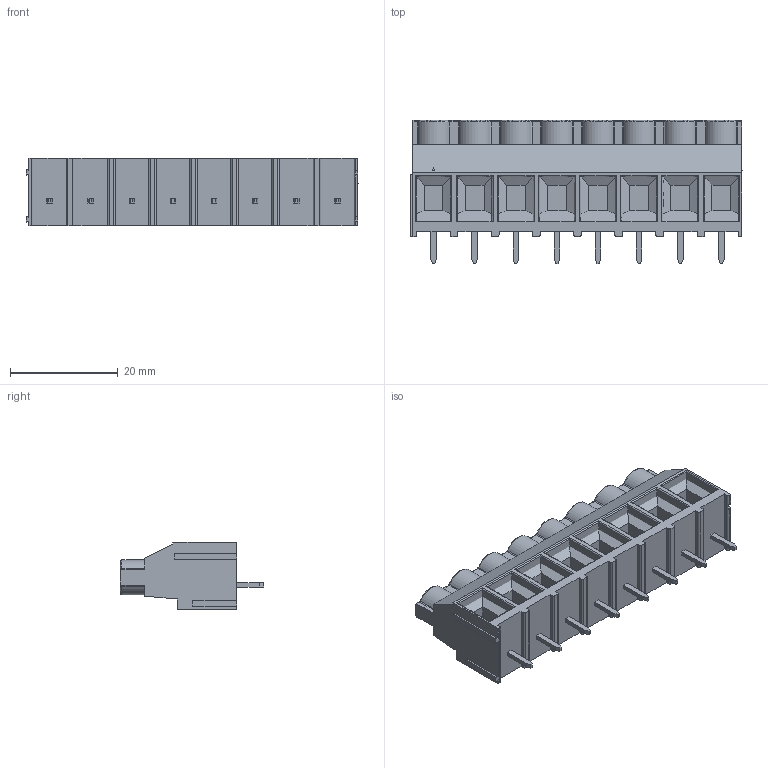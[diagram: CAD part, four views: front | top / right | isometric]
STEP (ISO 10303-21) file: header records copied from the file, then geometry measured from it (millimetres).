
FILE_DESCRIPTION (( 'STEP AP214' ), '1' );
FILE_NAME ('DG636-7.62-08P-14-00AH.STEP', '2021-01-16T22:15:39', ( '' ), ( '' ), 'SwSTEP 2.0', 'SolidWorks 2020', '' );
FILE_SCHEMA (( 'AUTOMOTIVE_DESIGN' ));
Length unit declared in the file: millimetre
Products named in the file (1): DG636-7.62-08P-14-00AH
Bounding box: 61.51 x 26.5 x 12.5 mm (x, y, z)
Volume: 9879.5 mm3; surface area: 7280.7 mm2
Topology: 1 solids, 1 shells, 863 faces, 2301 edges, 1502 vertices
Faces by surface type: plane 432, bspline 219, cylinder 132, torus 80
Entity records: 42596 total; most frequent: CARTESIAN_POINT 17058, ORIENTED_EDGE 4602, DIRECTION 3459, EDGE_CURVE 2301, VERTEX_POINT 1502, LINE 1357, VECTOR 1357, AXIS2_PLACEMENT_3D 1051
